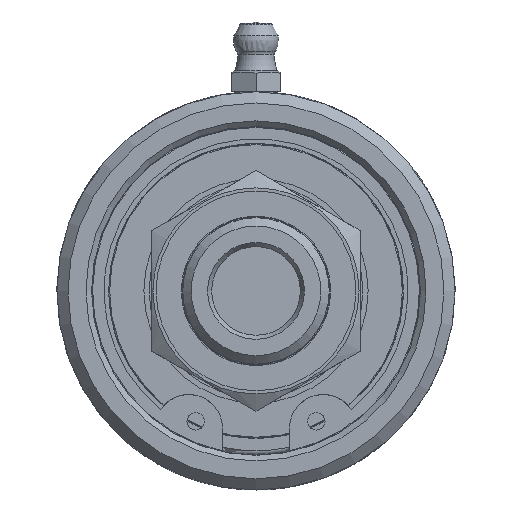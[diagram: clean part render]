
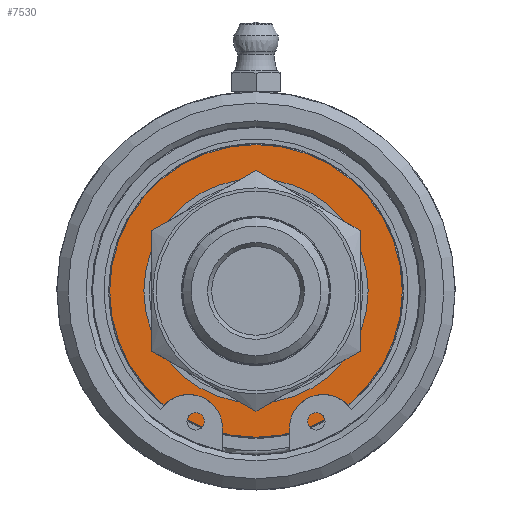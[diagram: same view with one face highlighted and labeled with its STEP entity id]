
A CAD part, left-side view. The second image highlights one B-rep face of the part: STEP entity #7530.
In plain terms, the highlighted planar face has unit normal (-1, 0, 0).
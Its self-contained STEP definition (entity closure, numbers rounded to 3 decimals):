
#177=PLANE('',#8070);
#410=FACE_BOUND('',#1172,.T.);
#720=FACE_OUTER_BOUND('',#1171,.T.);
#1171=EDGE_LOOP('',(#5070,#5071));
#1172=EDGE_LOOP('',(#5072,#5073));
#1818=CIRCLE('',#8067,20.95);
#1819=CIRCLE('',#8068,20.95);
#1821=CIRCLE('',#8071,16.05);
#1822=CIRCLE('',#8072,16.05);
#3110=VERTEX_POINT('',#11788);
#3111=VERTEX_POINT('',#11790);
#3112=VERTEX_POINT('',#11795);
#3113=VERTEX_POINT('',#11796);
#3893=EDGE_CURVE('',#3110,#3111,#1818,.T.);
#3894=EDGE_CURVE('',#3111,#3110,#1819,.T.);
#3896=EDGE_CURVE('',#3112,#3113,#1821,.T.);
#3897=EDGE_CURVE('',#3113,#3112,#1822,.T.);
#5070=ORIENTED_EDGE('',*,*,#3894,.F.);
#5071=ORIENTED_EDGE('',*,*,#3893,.F.);
#5072=ORIENTED_EDGE('',*,*,#3896,.T.);
#5073=ORIENTED_EDGE('',*,*,#3897,.T.);
#7530=ADVANCED_FACE('',(#720,#410),#177,.T.);
#8067=AXIS2_PLACEMENT_3D('',#11791,#8955,#8956);
#8068=AXIS2_PLACEMENT_3D('',#11792,#8957,#8958);
#8070=AXIS2_PLACEMENT_3D('',#11794,#8961,#8962);
#8071=AXIS2_PLACEMENT_3D('',#11797,#8963,#8964);
#8072=AXIS2_PLACEMENT_3D('',#11798,#8965,#8966);
#8955=DIRECTION('center_axis',(1.,0.,0.));
#8956=DIRECTION('ref_axis',(0.,-1.,0.));
#8957=DIRECTION('center_axis',(1.,0.,0.));
#8958=DIRECTION('ref_axis',(0.,-1.,0.));
#8961=DIRECTION('center_axis',(-1.,0.,0.));
#8962=DIRECTION('ref_axis',(0.,1.,0.));
#8963=DIRECTION('center_axis',(1.,0.,0.));
#8964=DIRECTION('ref_axis',(0.,-1.,0.));
#8965=DIRECTION('center_axis',(1.,0.,0.));
#8966=DIRECTION('ref_axis',(0.,-1.,0.));
#11788=CARTESIAN_POINT('',(38.425,20.95,0.));
#11790=CARTESIAN_POINT('',(38.425,-20.95,0.));
#11791=CARTESIAN_POINT('Origin',(38.425,0.,0.));
#11792=CARTESIAN_POINT('Origin',(38.425,0.,0.));
#11794=CARTESIAN_POINT('Origin',(38.425,-18.5,0.));
#11795=CARTESIAN_POINT('',(38.425,-16.05,0.));
#11796=CARTESIAN_POINT('',(38.425,16.05,0.));
#11797=CARTESIAN_POINT('Origin',(38.425,0.,0.));
#11798=CARTESIAN_POINT('Origin',(38.425,0.,0.));
